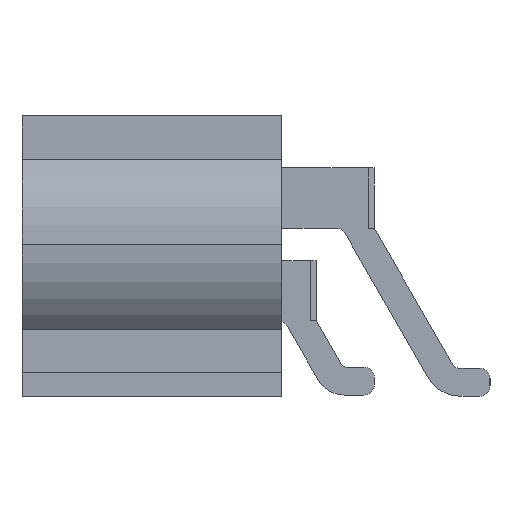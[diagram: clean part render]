
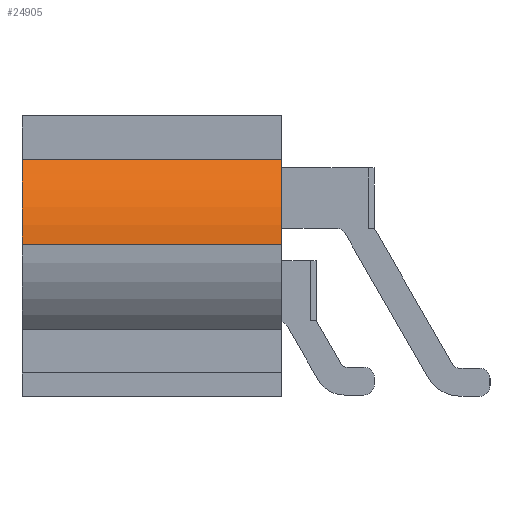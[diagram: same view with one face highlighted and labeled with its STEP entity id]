
A CAD part, left-side view. The second image highlights one B-rep face of the part: STEP entity #24905.
In plain terms, the highlighted cylindrical face has radius 2.5 mm (diameter 5 mm), a partial arc.
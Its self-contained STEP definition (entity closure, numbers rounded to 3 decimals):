
#4074=EDGE_CURVE('',#12041,#11956,#12042,.T.);
#4182=EDGE_CURVE('',#12187,#11963,#12190,.T.);
#4984=EDGE_CURVE('',#12041,#12187,#13232,.T.);
#11956=VERTEX_POINT('',#22637);
#11963=VERTEX_POINT('',#22647);
#12041=VERTEX_POINT('',#22773);
#12042=CIRCLE('',#22774,2.5);
#12187=VERTEX_POINT('',#23005);
#12190=CIRCLE('',#23010,2.5);
#13232=LINE('',#24719,#24720);
#22637=CARTESIAN_POINT('',(-15.0,3.4,0.));
#22647=CARTESIAN_POINT('',(-15.0,-2.2,0.));
#22773=CARTESIAN_POINT('',(-14.2,3.4,1.833));
#22774=AXIS2_PLACEMENT_3D('',#45592,#45593,#45594);
#23005=CARTESIAN_POINT('',(-14.2,-2.2,1.833));
#23010=AXIS2_PLACEMENT_3D('',#45686,#45687,#45688);
#24719=CARTESIAN_POINT('',(-14.2,3.4,1.833));
#24720=VECTOR('',#46357,5.6);
#24905=ADVANCED_FACE('',(#46766),#46767,.T.);
#45592=CARTESIAN_POINT('',(-12.5,3.4,0.0));
#45593=DIRECTION('',(0.0,-1.0,0.0));
#45594=DIRECTION('',(-0.68,0.0,0.733));
#45686=CARTESIAN_POINT('',(-12.5,-2.2,0.0));
#45687=DIRECTION('',(0.0,-1.0,0.0));
#45688=DIRECTION('',(-0.68,0.0,0.733));
#46357=DIRECTION('',(0.0,-1.0,0.0));
#46766=FACE_OUTER_BOUND('',#55931,.T.);
#46767=CYLINDRICAL_SURFACE('',#55932,2.5);
#55931=EDGE_LOOP('',(#62633,#62634,#62635,#62636));
#55932=AXIS2_PLACEMENT_3D('',#62637,#62638,#62639);
#62633=ORIENTED_EDGE('',*,*,#68972,.T.);
#62634=ORIENTED_EDGE('',*,*,#4182,.F.);
#62635=ORIENTED_EDGE('',*,*,#4984,.F.);
#62636=ORIENTED_EDGE('',*,*,#4074,.T.);
#62637=CARTESIAN_POINT('',(-12.5,3.4,0.0));
#62638=DIRECTION('',(0.0,1.0,-0.0));
#62639=DIRECTION('',(-1.0,0.0,0.0));
#68972=EDGE_CURVE('',#11956,#11963,#69420,.T.);
#69420=LINE('',#69446,#69447);
#69446=CARTESIAN_POINT('',(-15.0,0.6,0.));
#69447=VECTOR('',#69498,1.0);
#69498=DIRECTION('',(-0.0,-1.0,-0.0));
